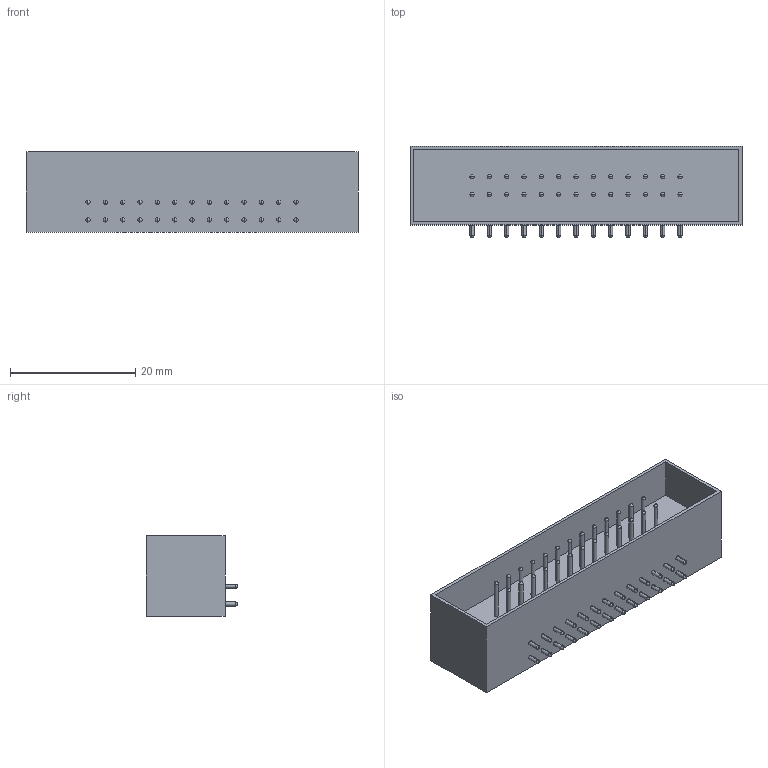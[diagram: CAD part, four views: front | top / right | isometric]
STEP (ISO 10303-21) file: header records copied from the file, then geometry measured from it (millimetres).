
FILE_DESCRIPTION (( 'STEP AP214' ), '1' );
FILE_NAME ( 'D-SUB_DB-25_MALE.step', '2020-09-07T23:00:14', ( '' ), ( '' ), 'Part was generated with the free Library Expert Lite available at www.PCBLibraries.com. Removing line will violate the End User License Agreement.', '©2017 PCB Libraries, Inc.', '' );
FILE_SCHEMA (( 'AUTOMOTIVE_DESIGN' ));
Length unit declared in the file: millimetre
Products named in the file (1): D-SUB_DB-25_MALE
Bounding box: 53.04 x 14.55 x 12.91 mm (x, y, z)
Volume: 4730.7 mm3; surface area: 4336.6 mm2
Topology: 53 solids, 53 shells, 271 faces, 648 edges, 380 vertices
Faces by surface type: sphere 104, cylinder 104, plane 63
Entity records: 7241 total; most frequent: DIRECTION 1296, CARTESIAN_POINT 988, ORIENTED_EDGE 880, AXIS2_PLACEMENT_3D 584, EDGE_CURVE 440, STYLED_ITEM 325, PRESENTATION_LAYER_ASSIGNMENT 325, MECHANICAL_DESIGN_GEOMETRIC_PRESENTATION_REPRESENTATION 325
